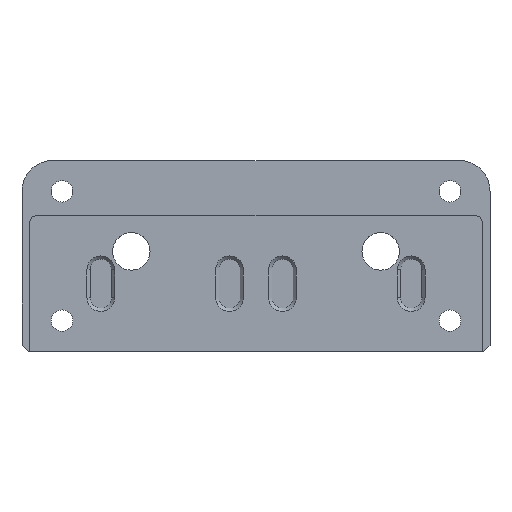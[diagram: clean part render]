
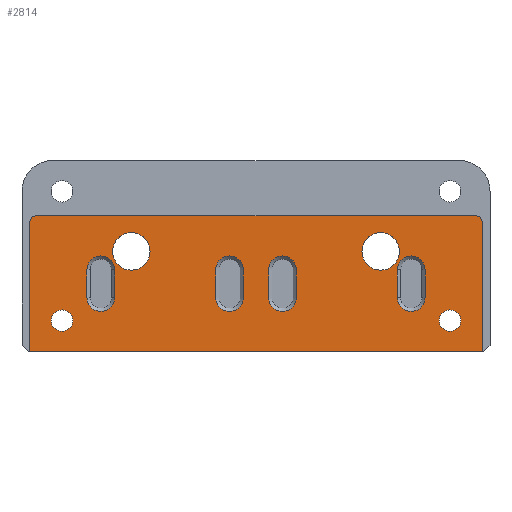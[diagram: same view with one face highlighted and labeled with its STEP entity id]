
A CAD part, top view. The second image highlights one B-rep face of the part: STEP entity #2814.
In plain terms, the highlighted planar face has unit normal (0, 0, 1).
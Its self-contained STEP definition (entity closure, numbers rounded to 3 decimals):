
#52=CIRCLE('',#2976,1.);
#54=CIRCLE('',#2979,1.);
#55=CIRCLE('',#2980,2.25);
#56=CIRCLE('',#2981,2.25);
#57=CIRCLE('',#2982,2.25);
#58=CIRCLE('',#2983,2.25);
#59=CIRCLE('',#2984,1.75);
#60=CIRCLE('',#2985,1.75);
#61=CIRCLE('',#2986,3.05);
#62=CIRCLE('',#2987,3.05);
#63=CIRCLE('',#2988,2.25);
#64=CIRCLE('',#2989,2.25);
#65=CIRCLE('',#2990,2.25);
#66=CIRCLE('',#2991,2.25);
#107=FACE_BOUND('',#461,.T.);
#108=FACE_BOUND('',#462,.T.);
#109=FACE_BOUND('',#463,.T.);
#110=FACE_BOUND('',#464,.T.);
#111=FACE_BOUND('',#465,.T.);
#112=FACE_BOUND('',#466,.T.);
#113=FACE_BOUND('',#467,.T.);
#114=FACE_BOUND('',#468,.T.);
#158=PLANE('',#2978);
#291=FACE_OUTER_BOUND('',#460,.T.);
#460=EDGE_LOOP('',(#2280,#2281,#2282,#2283,#2284,#2285));
#461=EDGE_LOOP('',(#2286,#2287,#2288,#2289));
#462=EDGE_LOOP('',(#2290,#2291,#2292,#2293));
#463=EDGE_LOOP('',(#2294));
#464=EDGE_LOOP('',(#2295));
#465=EDGE_LOOP('',(#2296));
#466=EDGE_LOOP('',(#2297));
#467=EDGE_LOOP('',(#2298,#2299,#2300,#2301));
#468=EDGE_LOOP('',(#2302,#2303,#2304,#2305));
#711=LINE('',#4573,#1016);
#712=LINE('',#4577,#1017);
#713=LINE('',#4579,#1018);
#714=LINE('',#4580,#1019);
#715=LINE('',#4583,#1020);
#716=LINE('',#4587,#1021);
#717=LINE('',#4591,#1022);
#718=LINE('',#4595,#1023);
#719=LINE('',#4607,#1024);
#720=LINE('',#4611,#1025);
#721=LINE('',#4615,#1026);
#722=LINE('',#4619,#1027);
#1016=VECTOR('',#3367,10.);
#1017=VECTOR('',#3370,10.);
#1018=VECTOR('',#3371,10.);
#1019=VECTOR('',#3372,10.);
#1020=VECTOR('',#3373,10.);
#1021=VECTOR('',#3376,10.);
#1022=VECTOR('',#3379,10.);
#1023=VECTOR('',#3382,10.);
#1024=VECTOR('',#3393,10.);
#1025=VECTOR('',#3396,10.);
#1026=VECTOR('',#3399,10.);
#1027=VECTOR('',#3402,10.);
#1369=VERTEX_POINT('',#4563);
#1370=VERTEX_POINT('',#4564);
#1373=VERTEX_POINT('',#4572);
#1374=VERTEX_POINT('',#4574);
#1375=VERTEX_POINT('',#4576);
#1376=VERTEX_POINT('',#4578);
#1377=VERTEX_POINT('',#4581);
#1378=VERTEX_POINT('',#4582);
#1379=VERTEX_POINT('',#4584);
#1380=VERTEX_POINT('',#4586);
#1381=VERTEX_POINT('',#4589);
#1382=VERTEX_POINT('',#4590);
#1383=VERTEX_POINT('',#4592);
#1384=VERTEX_POINT('',#4594);
#1385=VERTEX_POINT('',#4597);
#1386=VERTEX_POINT('',#4599);
#1387=VERTEX_POINT('',#4601);
#1388=VERTEX_POINT('',#4603);
#1389=VERTEX_POINT('',#4605);
#1390=VERTEX_POINT('',#4606);
#1391=VERTEX_POINT('',#4608);
#1392=VERTEX_POINT('',#4610);
#1393=VERTEX_POINT('',#4613);
#1394=VERTEX_POINT('',#4614);
#1395=VERTEX_POINT('',#4616);
#1396=VERTEX_POINT('',#4618);
#1693=EDGE_CURVE('',#1369,#1370,#52,.T.);
#1697=EDGE_CURVE('',#1373,#1370,#711,.T.);
#1698=EDGE_CURVE('',#1373,#1374,#54,.T.);
#1699=EDGE_CURVE('',#1375,#1374,#712,.T.);
#1700=EDGE_CURVE('',#1376,#1375,#713,.T.);
#1701=EDGE_CURVE('',#1369,#1376,#714,.T.);
#1702=EDGE_CURVE('',#1377,#1378,#715,.T.);
#1703=EDGE_CURVE('',#1379,#1377,#55,.T.);
#1704=EDGE_CURVE('',#1380,#1379,#716,.T.);
#1705=EDGE_CURVE('',#1378,#1380,#56,.T.);
#1706=EDGE_CURVE('',#1381,#1382,#717,.T.);
#1707=EDGE_CURVE('',#1383,#1381,#57,.T.);
#1708=EDGE_CURVE('',#1384,#1383,#718,.T.);
#1709=EDGE_CURVE('',#1382,#1384,#58,.T.);
#1710=EDGE_CURVE('',#1385,#1385,#59,.T.);
#1711=EDGE_CURVE('',#1386,#1386,#60,.T.);
#1712=EDGE_CURVE('',#1387,#1387,#61,.T.);
#1713=EDGE_CURVE('',#1388,#1388,#62,.T.);
#1714=EDGE_CURVE('',#1389,#1390,#719,.T.);
#1715=EDGE_CURVE('',#1391,#1389,#63,.T.);
#1716=EDGE_CURVE('',#1392,#1391,#720,.T.);
#1717=EDGE_CURVE('',#1390,#1392,#64,.T.);
#1718=EDGE_CURVE('',#1393,#1394,#721,.T.);
#1719=EDGE_CURVE('',#1395,#1393,#65,.T.);
#1720=EDGE_CURVE('',#1396,#1395,#722,.T.);
#1721=EDGE_CURVE('',#1394,#1396,#66,.T.);
#2280=ORIENTED_EDGE('',*,*,#1693,.T.);
#2281=ORIENTED_EDGE('',*,*,#1697,.F.);
#2282=ORIENTED_EDGE('',*,*,#1698,.T.);
#2283=ORIENTED_EDGE('',*,*,#1699,.F.);
#2284=ORIENTED_EDGE('',*,*,#1700,.F.);
#2285=ORIENTED_EDGE('',*,*,#1701,.F.);
#2286=ORIENTED_EDGE('',*,*,#1702,.F.);
#2287=ORIENTED_EDGE('',*,*,#1703,.F.);
#2288=ORIENTED_EDGE('',*,*,#1704,.F.);
#2289=ORIENTED_EDGE('',*,*,#1705,.F.);
#2290=ORIENTED_EDGE('',*,*,#1706,.F.);
#2291=ORIENTED_EDGE('',*,*,#1707,.F.);
#2292=ORIENTED_EDGE('',*,*,#1708,.F.);
#2293=ORIENTED_EDGE('',*,*,#1709,.F.);
#2294=ORIENTED_EDGE('',*,*,#1710,.T.);
#2295=ORIENTED_EDGE('',*,*,#1711,.T.);
#2296=ORIENTED_EDGE('',*,*,#1712,.T.);
#2297=ORIENTED_EDGE('',*,*,#1713,.T.);
#2298=ORIENTED_EDGE('',*,*,#1714,.F.);
#2299=ORIENTED_EDGE('',*,*,#1715,.F.);
#2300=ORIENTED_EDGE('',*,*,#1716,.F.);
#2301=ORIENTED_EDGE('',*,*,#1717,.F.);
#2302=ORIENTED_EDGE('',*,*,#1718,.F.);
#2303=ORIENTED_EDGE('',*,*,#1719,.F.);
#2304=ORIENTED_EDGE('',*,*,#1720,.F.);
#2305=ORIENTED_EDGE('',*,*,#1721,.F.);
#2814=ADVANCED_FACE('',(#291,#107,#108,#109,#110,#111,#112,#113,#114),#158,
 .F.);
#2976=AXIS2_PLACEMENT_3D('',#4565,#3359,#3360);
#2978=AXIS2_PLACEMENT_3D('',#4571,#3365,#3366);
#2979=AXIS2_PLACEMENT_3D('',#4575,#3368,#3369);
#2980=AXIS2_PLACEMENT_3D('',#4585,#3374,#3375);
#2981=AXIS2_PLACEMENT_3D('',#4588,#3377,#3378);
#2982=AXIS2_PLACEMENT_3D('',#4593,#3380,#3381);
#2983=AXIS2_PLACEMENT_3D('',#4596,#3383,#3384);
#2984=AXIS2_PLACEMENT_3D('',#4598,#3385,#3386);
#2985=AXIS2_PLACEMENT_3D('',#4600,#3387,#3388);
#2986=AXIS2_PLACEMENT_3D('',#4602,#3389,#3390);
#2987=AXIS2_PLACEMENT_3D('',#4604,#3391,#3392);
#2988=AXIS2_PLACEMENT_3D('',#4609,#3394,#3395);
#2989=AXIS2_PLACEMENT_3D('',#4612,#3397,#3398);
#2990=AXIS2_PLACEMENT_3D('',#4617,#3400,#3401);
#2991=AXIS2_PLACEMENT_3D('',#4620,#3403,#3404);
#3359=DIRECTION('center_axis',(0.,0.,
1.));
#3360=DIRECTION('ref_axis',(0.707,0.707,0.));
#3365=DIRECTION('center_axis',(0.,0.,
-1.));
#3366=DIRECTION('ref_axis',(1.,0.,0.));
#3367=DIRECTION('',(1.,0.,0.));
#3368=DIRECTION('center_axis',(0.,0.,
1.));
#3369=DIRECTION('ref_axis',(-0.707,0.707,0.));
#3370=DIRECTION('',(0.,1.,0.));
#3371=DIRECTION('',(-1.,0.,0.));
#3372=DIRECTION('',(0.,-1.,0.));
#3373=DIRECTION('',(0.,1.,0.));
#3374=DIRECTION('center_axis',(0.,0.,
1.));
#3375=DIRECTION('ref_axis',(-1.,0.,0.));
#3376=DIRECTION('',(0.,-1.,0.));
#3377=DIRECTION('center_axis',(0.,0.,
1.));
#3378=DIRECTION('ref_axis',(1.,0.,0.));
#3379=DIRECTION('',(0.,-1.,0.));
#3380=DIRECTION('center_axis',(0.,0.,
1.));
#3381=DIRECTION('ref_axis',(-1.,0.,0.));
#3382=DIRECTION('',(0.,1.,0.));
#3383=DIRECTION('center_axis',(0.,0.,
1.));
#3384=DIRECTION('ref_axis',(1.,0.,0.));
#3385=DIRECTION('center_axis',(0.,0.,
-1.));
#3386=DIRECTION('ref_axis',(1.,0.,0.));
#3387=DIRECTION('center_axis',(0.,0.,
-1.));
#3388=DIRECTION('ref_axis',(1.,0.,0.));
#3389=DIRECTION('center_axis',(0.,0.,
-1.));
#3390=DIRECTION('ref_axis',(1.,0.,0.));
#3391=DIRECTION('center_axis',(0.,0.,
-1.));
#3392=DIRECTION('ref_axis',(1.,0.,0.));
#3393=DIRECTION('',(0.,-1.,0.));
#3394=DIRECTION('center_axis',(0.,0.,
1.));
#3395=DIRECTION('ref_axis',(-1.,0.,0.));
#3396=DIRECTION('',(0.,1.,0.));
#3397=DIRECTION('center_axis',(0.,0.,
1.));
#3398=DIRECTION('ref_axis',(1.,0.,0.));
#3399=DIRECTION('',(0.,1.,0.));
#3400=DIRECTION('center_axis',(0.,0.,
1.));
#3401=DIRECTION('ref_axis',(-1.,0.,0.));
#3402=DIRECTION('',(0.,-1.,0.));
#3403=DIRECTION('center_axis',(0.,0.,
1.));
#3404=DIRECTION('ref_axis',(1.,0.,0.));
#4563=CARTESIAN_POINT('',(36.75,26.,2.));
#4564=CARTESIAN_POINT('',(35.75,27.,2.));
#4565=CARTESIAN_POINT('Origin',(35.75,26.,2.));
#4571=CARTESIAN_POINT('Origin',(0.,16.,2.));
#4572=CARTESIAN_POINT('',(-35.75,27.,2.));
#4573=CARTESIAN_POINT('',(-38.,27.,2.));
#4574=CARTESIAN_POINT('',(-36.75,26.,2.));
#4575=CARTESIAN_POINT('Origin',(-35.75,26.,2.));
#4576=CARTESIAN_POINT('',(-36.75,5.,2.));
#4577=CARTESIAN_POINT('',(-36.75,5.,2.));
#4578=CARTESIAN_POINT('',(36.75,5.,2.));
#4579=CARTESIAN_POINT('',(19.,5.,2.));
#4580=CARTESIAN_POINT('',(36.75,27.,2.));
#4581=CARTESIAN_POINT('',(6.55,13.75,2.));
#4582=CARTESIAN_POINT('',(6.55,18.25,2.));
#4583=CARTESIAN_POINT('',(6.55,14.875,2.));
#4584=CARTESIAN_POINT('',(2.05,13.75,2.));
#4585=CARTESIAN_POINT('Origin',(4.3,13.75,2.));
#4586=CARTESIAN_POINT('',(2.05,18.25,2.));
#4587=CARTESIAN_POINT('',(2.05,17.125,2.));
#4588=CARTESIAN_POINT('Origin',(4.3,18.25,2.));
#4589=CARTESIAN_POINT('',(-6.55,18.25,2.));
#4590=CARTESIAN_POINT('',(-6.55,13.75,2.));
#4591=CARTESIAN_POINT('',(-6.55,14.875,2.));
#4592=CARTESIAN_POINT('',(-2.05,18.25,2.));
#4593=CARTESIAN_POINT('Origin',(-4.3,18.25,2.));
#4594=CARTESIAN_POINT('',(-2.05,13.75,2.));
#4595=CARTESIAN_POINT('',(-2.05,17.125,2.));
#4596=CARTESIAN_POINT('Origin',(-4.3,13.75,2.));
#4597=CARTESIAN_POINT('',(29.75,10.,2.));
#4598=CARTESIAN_POINT('Origin',(31.5,10.,2.));
#4599=CARTESIAN_POINT('',(-33.25,10.,2.));
#4600=CARTESIAN_POINT('Origin',(-31.5,10.,2.));
#4601=CARTESIAN_POINT('',(17.2,21.25,2.));
#4602=CARTESIAN_POINT('Origin',(20.25,21.25,2.));
#4603=CARTESIAN_POINT('',(-23.3,21.25,2.));
#4604=CARTESIAN_POINT('Origin',(-20.25,21.25,2.));
#4605=CARTESIAN_POINT('',(-27.45,18.25,2.));
#4606=CARTESIAN_POINT('',(-27.45,13.75,2.));
#4607=CARTESIAN_POINT('',(-27.45,14.875,2.));
#4608=CARTESIAN_POINT('',(-22.95,18.25,2.));
#4609=CARTESIAN_POINT('Origin',(-25.2,18.25,2.));
#4610=CARTESIAN_POINT('',(-22.95,13.75,2.));
#4611=CARTESIAN_POINT('',(-22.95,17.125,2.));
#4612=CARTESIAN_POINT('Origin',(-25.2,13.75,2.));
#4613=CARTESIAN_POINT('',(27.45,13.75,2.));
#4614=CARTESIAN_POINT('',(27.45,18.25,2.));
#4615=CARTESIAN_POINT('',(27.45,14.875,2.));
#4616=CARTESIAN_POINT('',(22.95,13.75,2.));
#4617=CARTESIAN_POINT('Origin',(25.2,13.75,2.));
#4618=CARTESIAN_POINT('',(22.95,18.25,2.));
#4619=CARTESIAN_POINT('',(22.95,17.125,2.));
#4620=CARTESIAN_POINT('Origin',(25.2,18.25,2.));
